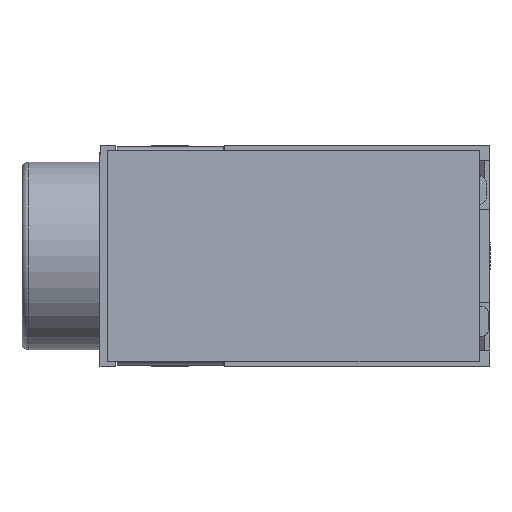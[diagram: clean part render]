
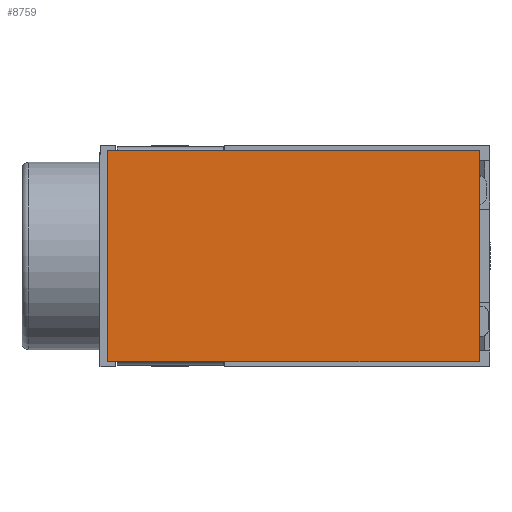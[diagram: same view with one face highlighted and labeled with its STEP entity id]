
A CAD part, top view. The second image highlights one B-rep face of the part: STEP entity #8759.
In plain terms, the highlighted face is planar.
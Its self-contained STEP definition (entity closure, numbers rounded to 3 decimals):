
#359=PLANE('',#9378);
#733=FACE_OUTER_BOUND('',#1207,.T.);
#1207=EDGE_LOOP('',(#7312,#7313,#7314,#7315));
#2061=LINE('',#13802,#3089);
#2064=LINE('',#13807,#3092);
#2066=LINE('',#13811,#3094);
#2067=LINE('',#13813,#3095);
#3089=VECTOR('',#11038,1000.);
#3092=VECTOR('',#11043,1000.);
#3094=VECTOR('',#11047,1000.);
#3095=VECTOR('',#11050,1000.);
#4184=VERTEX_POINT('',#13799);
#4185=VERTEX_POINT('',#13801);
#4186=VERTEX_POINT('',#13805);
#4187=VERTEX_POINT('',#13809);
#5269=EDGE_CURVE('',#4185,#4184,#2061,.T.);
#5272=EDGE_CURVE('',#4184,#4186,#2064,.T.);
#5274=EDGE_CURVE('',#4186,#4187,#2066,.T.);
#5275=EDGE_CURVE('',#4187,#4185,#2067,.T.);
#7312=ORIENTED_EDGE('',*,*,#5269,.T.);
#7313=ORIENTED_EDGE('',*,*,#5272,.T.);
#7314=ORIENTED_EDGE('',*,*,#5274,.T.);
#7315=ORIENTED_EDGE('',*,*,#5275,.T.);
#8759=ADVANCED_FACE('',(#733),#359,.F.);
#9378=AXIS2_PLACEMENT_3D('',#13814,#11051,#11052);
#11038=DIRECTION('',(0.,0.,1.));
#11043=DIRECTION('',(1.,0.,0.));
#11047=DIRECTION('',(0.,0.,-1.));
#11050=DIRECTION('',(-1.,0.,0.));
#11051=DIRECTION('center_axis',(0.,-1.,0.));
#11052=DIRECTION('ref_axis',(1.,0.,0.));
#13799=CARTESIAN_POINT('',(-3.375,3.05,12.265));
#13801=CARTESIAN_POINT('',(-3.375,3.05,0.342));
#13802=CARTESIAN_POINT('',(-3.375,3.05,12.265));
#13805=CARTESIAN_POINT('',(3.389,3.05,12.265));
#13807=CARTESIAN_POINT('',(-3.375,3.05,12.265));
#13809=CARTESIAN_POINT('',(3.389,3.05,0.342));
#13811=CARTESIAN_POINT('',(3.389,3.05,12.265));
#13813=CARTESIAN_POINT('',(-3.375,3.05,0.342));
#13814=CARTESIAN_POINT('Origin',(0.,3.05,0.));
